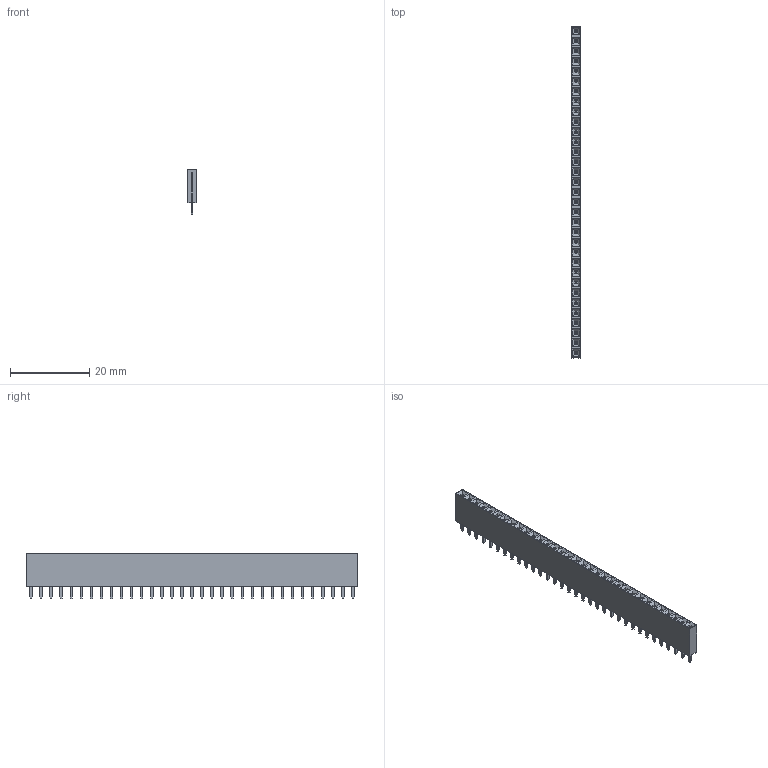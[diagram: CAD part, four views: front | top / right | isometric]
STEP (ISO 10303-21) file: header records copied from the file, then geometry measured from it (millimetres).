
FILE_DESCRIPTION(('FreeCAD Model'),'2;1');
FILE_NAME('Open CASCADE Shape Model','2023-05-12T03:19:41',( 'kicad StepUp'),('ksu MCAD'),'Open CASCADE STEP processor 7.6', 'FreeCAD','Unknown');
FILE_SCHEMA(('AUTOMOTIVE_DESIGN { 1 0 10303 214 1 1 1 1 }'));
Length unit declared in the file: millimetre
Products named in the file (35): Female_Header_1x33_P2.54_H8.5_straight; Pin_One032; Epoxy_Body032; Body573; Body574; Body575; Body576; Body577; Body578; Body579; Body580; Body581; Body570; Body582; Body583; Body584; Body585; Body586; Body587; Body588; Body589; Body590; Body591; Body592; Body593; Body594; Body595; Body596; Body597; Body598; Body599; Body600; Body601; Body602; Body603
Assembly tree (34 placements, depth 2):
  Female_Header_1x33_P2.54_H8.5_straight
    Pin_One032
    Epoxy_Body032
    Body573
    Body574
    Body575
    Body576
    Body577
    Body578
    Body579
    Body580
    Body581
    Body570
    Body582
    Body583
    Body584
    Body585
    Body586
    Body587
    Body588
    Body589
    Body590
    Body591
    Body592
    Body593
    Body594
    Body595
    Body596
    Body597
    Body598
    Body599
    Body600
    Body601
    Body602
    Body603
Bounding box: 2.5 x 83.82 x 11.5 mm (x, y, z)
Volume: 1541.5 mm3; surface area: 4464 mm2
Topology: 34 solids, 34 shells, 1332 faces, 3726 edges, 2462 vertices
Faces by surface type: plane 967, cylinder 233, bspline 132
Entity records: 43233 total; most frequent: CARTESIAN_POINT 8083, ORIENTED_EDGE 7452, DIRECTION 6596, EDGE_CURVE 3726, LINE 3062, VECTOR 3062, VERTEX_POINT 2462, AXIS2_PLACEMENT_3D 1767
